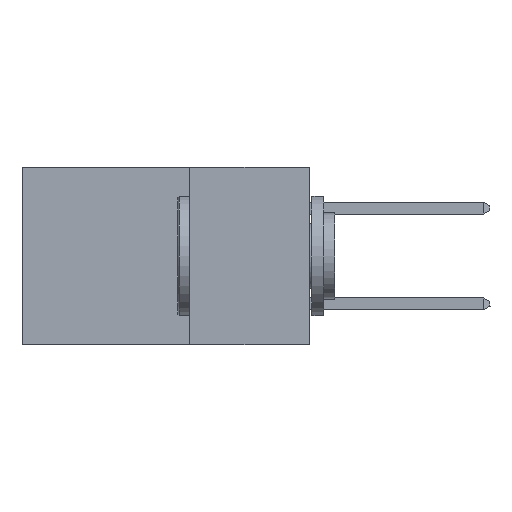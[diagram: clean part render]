
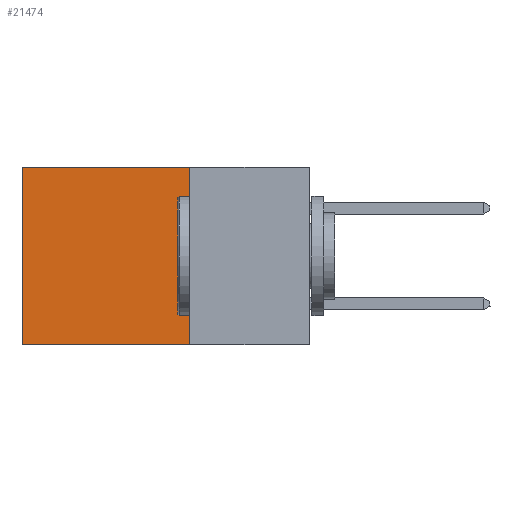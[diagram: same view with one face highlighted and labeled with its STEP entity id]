
A CAD part, left-side view. The second image highlights one B-rep face of the part: STEP entity #21474.
In plain terms, the highlighted planar face has unit normal (-1, 0, 0).
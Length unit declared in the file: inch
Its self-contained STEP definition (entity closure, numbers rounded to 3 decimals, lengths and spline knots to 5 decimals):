
#400 = VERTEX_POINT ( 'NONE', #11340 ) ;
#988 = CARTESIAN_POINT ( 'NONE',  ( 0.2875, 0.6, -0.37 ) ) ;
#1539 = EDGE_CURVE ( 'NONE', #11325, #4591, #26018, .T. ) ;
#3000 = DIRECTION ( 'NONE',  ( 1., 0., 0. ) ) ;
#3377 = PLANE ( 'NONE',  #4193 ) ;
#4193 = AXIS2_PLACEMENT_3D ( 'NONE', #20548, #3000, #18357 ) ;
#4591 = VERTEX_POINT ( 'NONE', #988 ) ;
#5282 = VECTOR ( 'NONE', #6701, 39.37008 ) ;
#6701 = DIRECTION ( 'NONE',  ( 0., 1., 0. ) ) ;
#6732 = CARTESIAN_POINT ( 'NONE',  ( 0.2875, 0.25, -0.37 ) ) ;
#6902 = CARTESIAN_POINT ( 'NONE',  ( 0.2875, 0.25, 0. ) ) ;
#8044 = EDGE_LOOP ( 'NONE', ( #21841, #21005, #9699, #20157 ) ) ;
#8828 = VECTOR ( 'NONE', #13784, 39.37008 ) ;
#9032 = CARTESIAN_POINT ( 'NONE',  ( 0.2875, 0.25, 0. ) ) ;
#9036 = DIRECTION ( 'NONE',  ( 0., 0., -1. ) ) ;
#9699 = ORIENTED_EDGE ( 'NONE', *, *, #28340, .F. ) ;
#10461 = LINE ( 'NONE', #9032, #5282 ) ;
#11325 = VERTEX_POINT ( 'NONE', #23505 ) ;
#11340 = CARTESIAN_POINT ( 'NONE',  ( 0.2875, 0.6, 0. ) ) ;
#13335 = CARTESIAN_POINT ( 'NONE',  ( 0.2875, 0.6, 0. ) ) ;
#13372 = EDGE_CURVE ( 'NONE', #20176, #400, #10461, .T. ) ;
#13784 = DIRECTION ( 'NONE',  ( 0., 0., -1. ) ) ;
#15099 = DIRECTION ( 'NONE',  ( 0., 1., 0. ) ) ;
#15127 = EDGE_CURVE ( 'NONE', #400, #4591, #25801, .T. ) ;
#18357 = DIRECTION ( 'NONE',  ( 0., 0., -1. ) ) ;
#20157 = ORIENTED_EDGE ( 'NONE', *, *, #13372, .T. ) ;
#20176 = VERTEX_POINT ( 'NONE', #6902 ) ;
#20548 = CARTESIAN_POINT ( 'NONE',  ( 0.2875, 0.25, 0. ) ) ;
#21005 = ORIENTED_EDGE ( 'NONE', *, *, #1539, .F. ) ;
#21474 = ADVANCED_FACE ( 'NONE', ( #27932 ), #3377, .F. ) ;
#21841 = ORIENTED_EDGE ( 'NONE', *, *, #15127, .T. ) ;
#22297 = CARTESIAN_POINT ( 'NONE',  ( 0.2875, 0.25, 0. ) ) ;
#23505 = CARTESIAN_POINT ( 'NONE',  ( 0.2875, 0.25, -0.37 ) ) ;
#24411 = VECTOR ( 'NONE', #9036, 39.37008 ) ;
#25245 = LINE ( 'NONE', #22297, #8828 ) ;
#25313 = VECTOR ( 'NONE', #15099, 39.37008 ) ;
#25801 = LINE ( 'NONE', #13335, #24411 ) ;
#26018 = LINE ( 'NONE', #6732, #25313 ) ;
#27932 = FACE_OUTER_BOUND ( 'NONE', #8044, .T. ) ;
#28340 = EDGE_CURVE ( 'NONE', #20176, #11325, #25245, .T. ) ;
